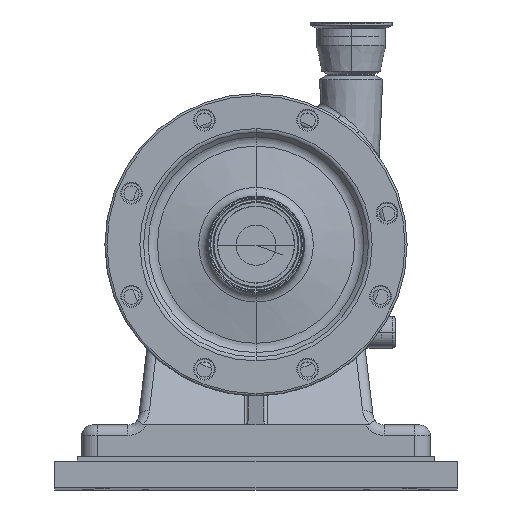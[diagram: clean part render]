
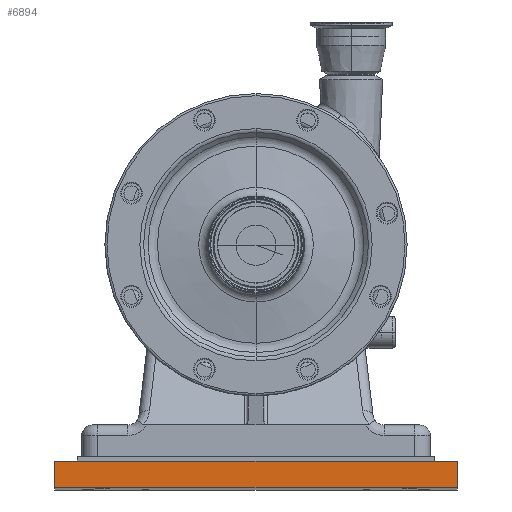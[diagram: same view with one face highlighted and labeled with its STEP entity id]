
A CAD part, top view. The second image highlights one B-rep face of the part: STEP entity #6894.
In plain terms, the highlighted planar face has unit normal (0, 0, 1).
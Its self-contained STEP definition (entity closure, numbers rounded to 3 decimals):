
#1356 = EDGE_CURVE ( 'NONE', #13409, #29009, #5355, .T. ) ;
#1602 = VECTOR ( 'NONE', #26571, 1000. ) ;
#1986 = VECTOR ( 'NONE', #30955, 1000. ) ;
#2819 = EDGE_LOOP ( 'NONE', ( #30204, #25387, #25060, #22683 ) ) ;
#3016 = DIRECTION ( 'NONE',  ( 1., 0., 0. ) ) ;
#3054 = LINE ( 'NONE', #13146, #1986 ) ;
#4358 = VERTEX_POINT ( 'NONE', #29657 ) ;
#5199 = CARTESIAN_POINT ( 'NONE',  ( 190.5, 0., 571.5 ) ) ;
#5355 = LINE ( 'NONE', #5199, #29230 ) ;
#5684 = AXIS2_PLACEMENT_3D ( 'NONE', #8778, #23897, #29215 ) ;
#5689 = DIRECTION ( 'NONE',  ( 1., 0., 0. ) ) ;
#6894 = ADVANCED_FACE ( 'NONE', ( #19072 ), #31549, .T. ) ;
#7625 = CARTESIAN_POINT ( 'NONE',  ( 190.5, -25.4, 571.5 ) ) ;
#8160 = CARTESIAN_POINT ( 'NONE',  ( 190.5, -25.4, 571.5 ) ) ;
#8778 = CARTESIAN_POINT ( 'NONE',  ( 190.5, -25.4, 571.5 ) ) ;
#9929 = EDGE_CURVE ( 'NONE', #31649, #29009, #3054, .T. ) ;
#11462 = VECTOR ( 'NONE', #5689, 1000. ) ;
#12570 = EDGE_CURVE ( 'NONE', #4358, #13409, #29240, .T. ) ;
#13146 = CARTESIAN_POINT ( 'NONE',  ( 190.5, -25.4, 571.5 ) ) ;
#13409 = VERTEX_POINT ( 'NONE', #26765 ) ;
#19072 = FACE_OUTER_BOUND ( 'NONE', #2819, .T. ) ;
#20096 = LINE ( 'NONE', #8160, #11462 ) ;
#22683 = ORIENTED_EDGE ( 'NONE', *, *, #9929, .T. ) ;
#23897 = DIRECTION ( 'NONE',  ( 0., 0., 1. ) ) ;
#25060 = ORIENTED_EDGE ( 'NONE', *, *, #31383, .T. ) ;
#25387 = ORIENTED_EDGE ( 'NONE', *, *, #12570, .F. ) ;
#26571 = DIRECTION ( 'NONE',  ( 0., 1., 0. ) ) ;
#26765 = CARTESIAN_POINT ( 'NONE',  ( -190.5, 0., 571.5 ) ) ;
#27276 = CARTESIAN_POINT ( 'NONE',  ( 190.5, 0., 571.5 ) ) ;
#29009 = VERTEX_POINT ( 'NONE', #27276 ) ;
#29215 = DIRECTION ( 'NONE',  ( 1., 0., 0. ) ) ;
#29230 = VECTOR ( 'NONE', #3016, 1000. ) ;
#29240 = LINE ( 'NONE', #31911, #1602 ) ;
#29657 = CARTESIAN_POINT ( 'NONE',  ( -190.5, -25.4, 571.5 ) ) ;
#30204 = ORIENTED_EDGE ( 'NONE', *, *, #1356, .F. ) ;
#30955 = DIRECTION ( 'NONE',  ( 0., 1., 0. ) ) ;
#31383 = EDGE_CURVE ( 'NONE', #4358, #31649, #20096, .T. ) ;
#31549 = PLANE ( 'NONE',  #5684 ) ;
#31649 = VERTEX_POINT ( 'NONE', #7625 ) ;
#31911 = CARTESIAN_POINT ( 'NONE',  ( -190.5, -25.4, 571.5 ) ) ;
